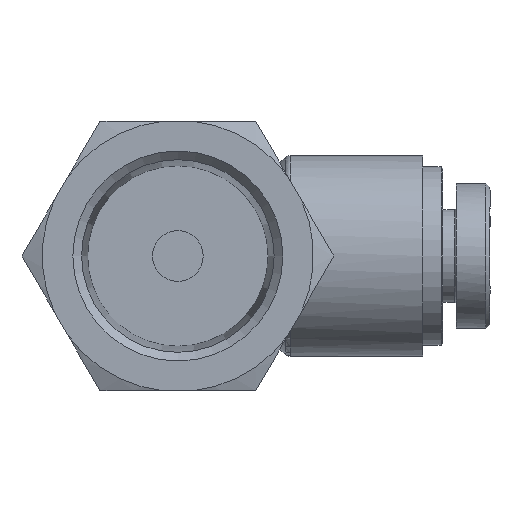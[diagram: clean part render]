
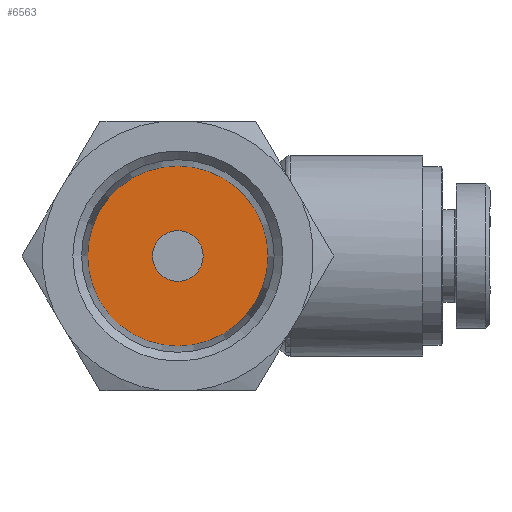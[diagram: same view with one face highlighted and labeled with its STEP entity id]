
A CAD part, front view. The second image highlights one B-rep face of the part: STEP entity #6563.
In plain terms, the highlighted face is planar.
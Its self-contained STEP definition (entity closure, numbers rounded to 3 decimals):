
#6396=CARTESIAN_POINT('',(-12.8,5.347,0.0));
#6397=VERTEX_POINT('',#6396);
#6398=CARTESIAN_POINT('',(-12.8,0.,0.0));
#6399=DIRECTION('',(-1.0,0.0,0.0));
#6400=DIRECTION('',(0.0,1.0,0.0));
#6401=AXIS2_PLACEMENT_3D('',#6398,#6399,#6400);
#6402=CIRCLE('',#6401,5.348);
#6403=EDGE_CURVE('',#6397,#6397,#6402,.T.);
#6540=CARTESIAN_POINT('',(-12.8,1.5,0.0));
#6541=VERTEX_POINT('',#6540);
#6542=CARTESIAN_POINT('',(-12.8,0.,0.0));
#6543=DIRECTION('',(-1.0,0.0,0.0));
#6544=DIRECTION('',(0.0,1.0,0.0));
#6545=AXIS2_PLACEMENT_3D('',#6542,#6543,#6544);
#6546=CIRCLE('',#6545,1.5);
#6547=EDGE_CURVE('',#6541,#6541,#6546,.T.);
#6552=CARTESIAN_POINT('',(-12.8,3.424,0.0));
#6553=DIRECTION('',(1.0,0.0,0.0));
#6554=DIRECTION('',(0.0,0.0,-1.0));
#6555=AXIS2_PLACEMENT_3D('',#6552,#6553,#6554);
#6556=PLANE('',#6555);
#6557=ORIENTED_EDGE('',*,*,#6403,.T.);
#6558=EDGE_LOOP('',(#6557));
#6559=FACE_OUTER_BOUND('',#6558,.T.);
#6560=ORIENTED_EDGE('',*,*,#6547,.F.);
#6561=EDGE_LOOP('',(#6560));
#6562=FACE_BOUND('',#6561,.T.);
#6563=ADVANCED_FACE('',(#6559,#6562),#6556,.F.);
